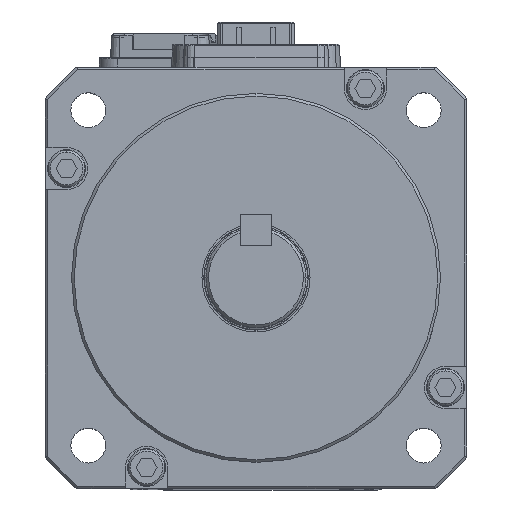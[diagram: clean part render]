
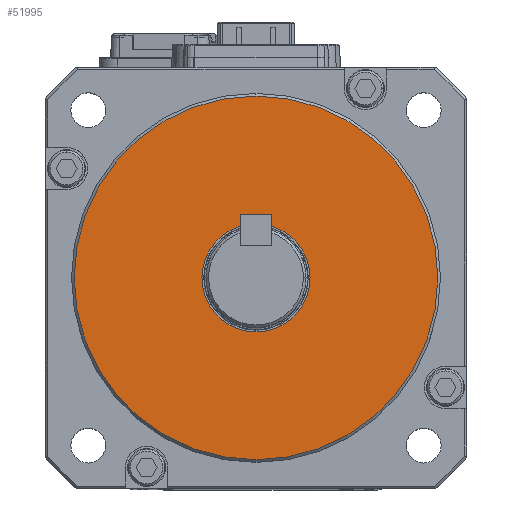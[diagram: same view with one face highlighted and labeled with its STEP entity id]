
A CAD part, top view. The second image highlights one B-rep face of the part: STEP entity #51995.
In plain terms, the highlighted planar face has unit normal (0, 0, 1).
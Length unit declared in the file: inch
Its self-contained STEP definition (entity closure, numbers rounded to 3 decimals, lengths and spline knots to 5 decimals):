
#1854 = CIRCLE ( 'NONE', #41388, 1.35827 ) ;
#3292 = DIRECTION ( 'NONE',  ( 0., 0., -1. ) ) ;
#3293 = AXIS2_PLACEMENT_3D ( 'NONE', #17680, #3292, #27084 ) ;
#3483 = CARTESIAN_POINT ( 'NONE',  ( 0., 1.35827, 2.34252 ) ) ;
#4968 = ORIENTED_EDGE ( 'NONE', *, *, #40323, .T. ) ;
#4981 = VERTEX_POINT ( 'NONE', #45929 ) ;
#7414 = CARTESIAN_POINT ( 'NONE',  ( 0., -0.40354, 2.34252 ) ) ;
#7859 = DIRECTION ( 'NONE',  ( 0., 0., 1. ) ) ;
#9145 = EDGE_CURVE ( 'NONE', #19919, #53347, #49805, .T. ) ;
#12236 = ORIENTED_EDGE ( 'NONE', *, *, #19398, .F. ) ;
#14031 = FACE_BOUND ( 'NONE', #20635, .T. ) ;
#14038 = DIRECTION ( 'NONE',  ( 0., 0., -1. ) ) ;
#15683 = DIRECTION ( 'NONE',  ( 0., 0., -1. ) ) ;
#15988 = EDGE_CURVE ( 'NONE', #56939, #4981, #23775, .T. ) ;
#17461 = CARTESIAN_POINT ( 'NONE',  ( 0., 0., 2.34252 ) ) ;
#17680 = CARTESIAN_POINT ( 'NONE',  ( 0., 0., 2.34252 ) ) ;
#19398 = EDGE_CURVE ( 'NONE', #4981, #56939, #1854, .T. ) ;
#19919 = VERTEX_POINT ( 'NONE', #61730 ) ;
#20635 = EDGE_LOOP ( 'NONE', ( #46375, #4968 ) ) ;
#23012 = FACE_OUTER_BOUND ( 'NONE', #57219, .T. ) ;
#23775 = CIRCLE ( 'NONE', #3293, 1.35827 ) ;
#27084 = DIRECTION ( 'NONE',  ( 0., 1., 0. ) ) ;
#27610 = ORIENTED_EDGE ( 'NONE', *, *, #15988, .F. ) ;
#29261 = CIRCLE ( 'NONE', #35552, 0.40354 ) ;
#34549 = DIRECTION ( 'NONE',  ( 0., 1., 0. ) ) ;
#35552 = AXIS2_PLACEMENT_3D ( 'NONE', #41393, #14038, #34549 ) ;
#36059 = PLANE ( 'NONE',  #57119 ) ;
#37437 = CARTESIAN_POINT ( 'NONE',  ( 0., 0., 2.34252 ) ) ;
#40323 = EDGE_CURVE ( 'NONE', #53347, #19919, #29261, .T. ) ;
#41388 = AXIS2_PLACEMENT_3D ( 'NONE', #37437, #52241, #61799 ) ;
#41393 = CARTESIAN_POINT ( 'NONE',  ( 0., 0., 2.34252 ) ) ;
#44070 = DIRECTION ( 'NONE',  ( 0., 1., 0. ) ) ;
#45525 = AXIS2_PLACEMENT_3D ( 'NONE', #48263, #15683, #44070 ) ;
#45929 = CARTESIAN_POINT ( 'NONE',  ( 0., -1.35827, 2.34252 ) ) ;
#46375 = ORIENTED_EDGE ( 'NONE', *, *, #9145, .T. ) ;
#48263 = CARTESIAN_POINT ( 'NONE',  ( 0., 0., 2.34252 ) ) ;
#49805 = CIRCLE ( 'NONE', #45525, 0.40354 ) ;
#50436 = DIRECTION ( 'NONE',  ( 0., -1., 0. ) ) ;
#51995 = ADVANCED_FACE ( 'NONE', ( #14031, #23012 ), #36059, .T. ) ;
#52241 = DIRECTION ( 'NONE',  ( 0., 0., -1. ) ) ;
#53347 = VERTEX_POINT ( 'NONE', #7414 ) ;
#56939 = VERTEX_POINT ( 'NONE', #3483 ) ;
#57119 = AXIS2_PLACEMENT_3D ( 'NONE', #17461, #7859, #50436 ) ;
#57219 = EDGE_LOOP ( 'NONE', ( #27610, #12236 ) ) ;
#61730 = CARTESIAN_POINT ( 'NONE',  ( 0., 0.40354, 2.34252 ) ) ;
#61799 = DIRECTION ( 'NONE',  ( 0., 1., 0. ) ) ;
